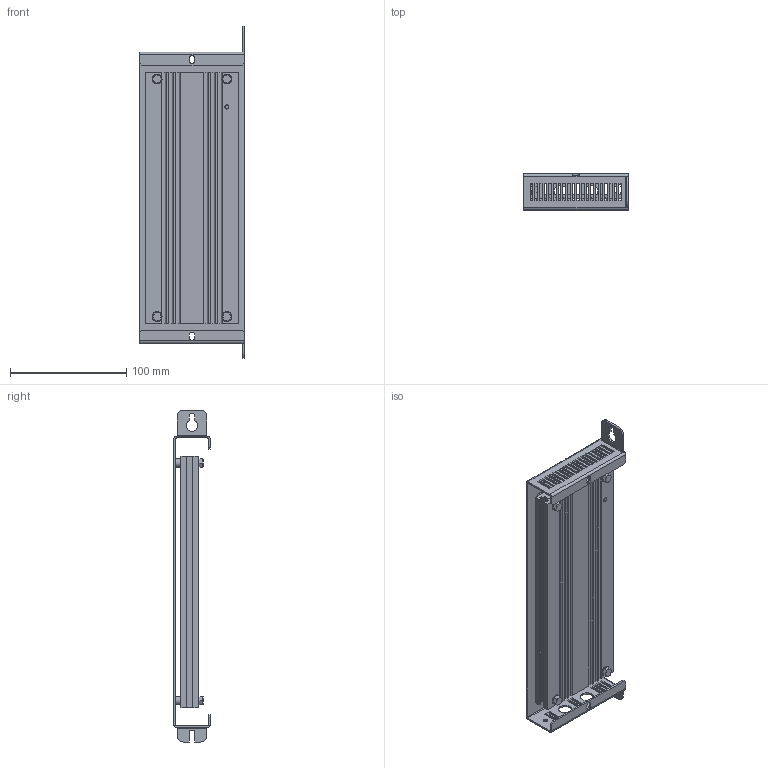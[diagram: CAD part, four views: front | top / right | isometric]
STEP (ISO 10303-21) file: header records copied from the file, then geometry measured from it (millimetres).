
FILE_DESCRIPTION (( 'STEP AP214' ), '1' );
FILE_NAME ('13G6B90-4300.STEP', '2021-12-06T12:16:58', ( '' ), ( '' ), 'SwSTEP 2.0', 'SolidWorks 2019', '' );
FILE_SCHEMA (( 'AUTOMOTIVE_DESIGN' ));
Length unit declared in the file: millimetre
Products named in the file (1): 13G6B90-4300
Bounding box: 90 x 31 x 285 mm (x, y, z)
Surface area: 135616.3 mm2 (no closed solid volume)
Topology: 0 solids, 22 shells, 392 faces, 1132 edges, 752 vertices
Faces by surface type: plane 288, cylinder 86, bspline 16, cone 2
Entity records: 17355 total; most frequent: CARTESIAN_POINT 2637, ORIENTED_EDGE 2103, DIRECTION 2052, EDGE_CURVE 1132, LINE 886, VECTOR 886, VERTEX_POINT 752, AXIS2_PLACEMENT_3D 583
